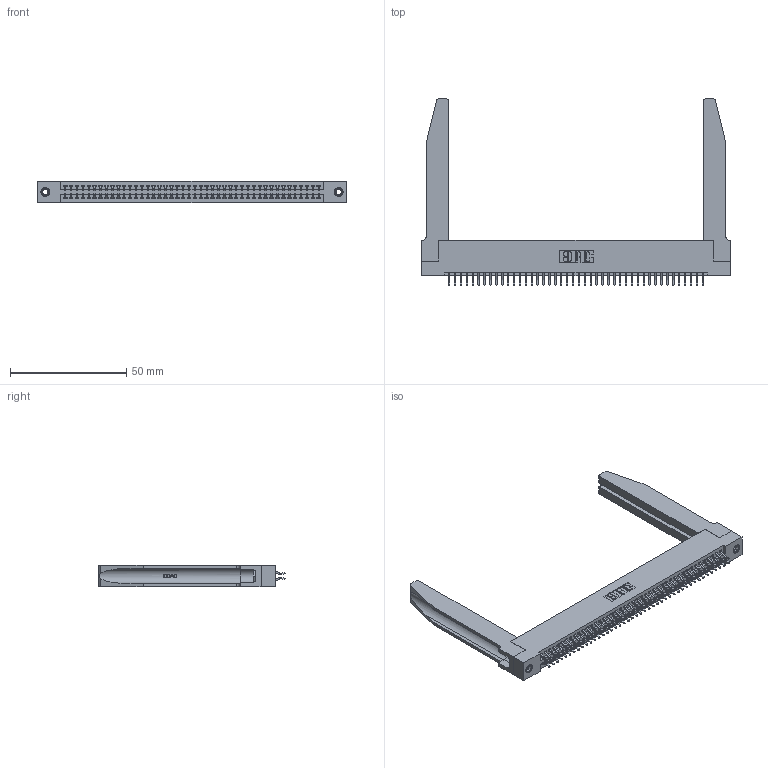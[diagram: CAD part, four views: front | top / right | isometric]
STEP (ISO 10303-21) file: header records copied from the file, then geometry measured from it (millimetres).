
FILE_DESCRIPTION (( 'STEP AP203' ), '1' );
FILE_NAME ('395-088-556-278.STEP', '2019-10-25T14:53:31', ( '' ), ( '' ), 'SwSTEP 2.0', 'SolidWorks 2016', '' );
FILE_SCHEMA (( 'CONFIG_CONTROL_DESIGN' ));
Length unit declared in the file: inch
Products named in the file (5): 345 Part_Flush Mounting Lugs - 0.156 Dia-TH; 345-292-001_556 Tail; 345-250-001_345-250-001-102; 345-220-078_345-220-078; 395-088-556-278
Assembly tree (93 placements, depth 2):
  395-088-556-278
    345 Part_Flush Mounting Lugs - 0.156 Dia-TH
    345-292-001_556 Tail  x88
    345-250-001_345-250-001-102  x2
    345-220-078_345-220-078  x2
Bounding box: 132.99 x 80.2 x 9.4 mm (x, y, z)
Volume: 20704.7 mm3; surface area: 25919.2 mm2
Topology: 93 solids, 93 shells, 5288 faces, 15645 edges, 10302 vertices
Faces by surface type: plane 3478, cylinder 1758, bspline 36, cone 12, torus 4
Entity records: 39214 total; most frequent: CARTESIAN_POINT 7503, ORIENTED_EDGE 6322, DIRECTION 5595, EDGE_CURVE 3161, VECTOR 2751, LINE 2751, VERTEX_POINT 2100, AXIS2_PLACEMENT_3D 1422
